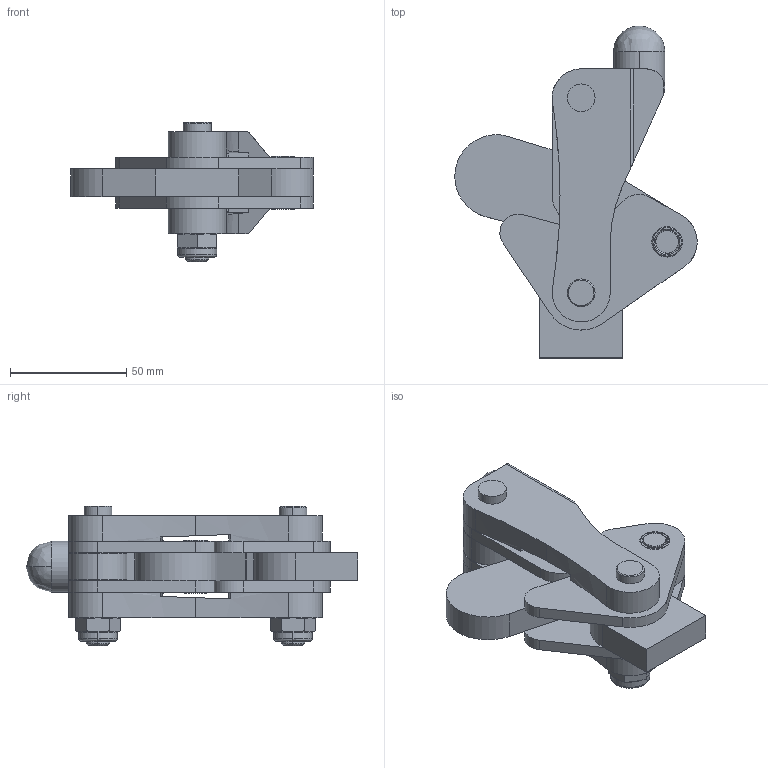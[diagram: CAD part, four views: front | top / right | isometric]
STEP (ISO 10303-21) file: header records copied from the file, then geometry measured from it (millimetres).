
FILE_DESCRIPTION (( 'STEP AP214' ), '1' );
FILE_NAME ('810-6.STEP', '2017-11-21T15:35:48', ( '' ), ( '' ), 'SwSTEP 2.0', 'SolidWorks 2015', '' );
FILE_SCHEMA (( 'AUTOMOTIVE_DESIGN' ));
Length unit declared in the file: millimetre
Products named in the file (6): 5; 4; 3; 2; 1; 810-6
Assembly tree (5 placements, depth 2):
  810-6
    1
    2
    3
    4
    5
Bounding box: 104.46 x 143 x 60 mm (x, y, z)
Volume: 199724.5 mm3; surface area: 64691.1 mm2
Topology: 5 solids, 5 shells, 339 faces, 788 edges, 491 vertices
Faces by surface type: cylinder 127, plane 106, cone 96, bspline 10
Entity records: 10222 total; most frequent: CARTESIAN_POINT 2173, DIRECTION 1724, ORIENTED_EDGE 1568, EDGE_CURVE 784, AXIS2_PLACEMENT_3D 696, VERTEX_POINT 491, EDGE_LOOP 393, CIRCLE 359
